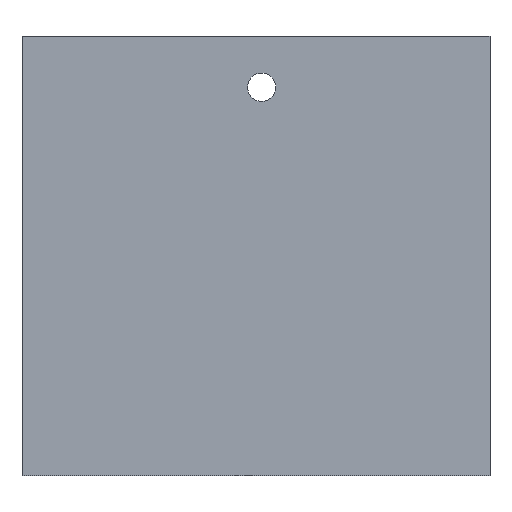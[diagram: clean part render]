
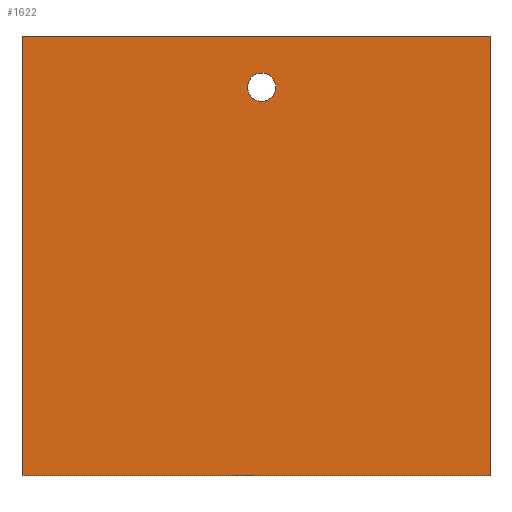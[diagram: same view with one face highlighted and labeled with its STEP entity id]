
A CAD part, front view. The second image highlights one B-rep face of the part: STEP entity #1622.
In plain terms, the highlighted planar face has unit normal (0, -1, 0).
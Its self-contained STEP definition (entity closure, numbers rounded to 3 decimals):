
#127 = EDGE_LOOP ( 'NONE', ( #4442, #3827, #1923, #5891 ) ) ;
#211 = AXIS2_PLACEMENT_3D ( 'NONE', #1301, #2276, #2305 ) ;
#393 = CARTESIAN_POINT ( 'NONE',  ( -21.06, -0.805, -20.723 ) ) ;
#535 = EDGE_CURVE ( 'NONE', #5163, #4024, #3013, .T. ) ;
#548 = ORIENTED_EDGE ( 'NONE', *, *, #1002, .F. ) ;
#805 = CARTESIAN_POINT ( 'NONE',  ( -21.06, -0.805, -20.723 ) ) ;
#861 = CARTESIAN_POINT ( 'NONE',  ( 0.91, -0.805, 14.897 ) ) ;
#895 = VECTOR ( 'NONE', #3209, 1000. ) ;
#1002 = EDGE_CURVE ( 'NONE', #3495, #2917, #2652, .T. ) ;
#1154 = DIRECTION ( 'NONE',  ( 0., 0., 1. ) ) ;
#1301 = CARTESIAN_POINT ( 'NONE',  ( 0.91, -0.805, 14.897 ) ) ;
#1352 = DIRECTION ( 'NONE',  ( 1., 0., 0. ) ) ;
#1371 = PLANE ( 'NONE',  #2461 ) ;
#1440 = LINE ( 'NONE', #2301, #4784 ) ;
#1575 = EDGE_CURVE ( 'NONE', #2917, #3495, #4014, .T. ) ;
#1622 = ADVANCED_FACE ( 'NONE', ( #3717, #5909 ), #1371, .F. ) ;
#1712 = VERTEX_POINT ( 'NONE', #5197 ) ;
#1744 = CARTESIAN_POINT ( 'NONE',  ( 0.39, -0.805, -0.573 ) ) ;
#1923 = ORIENTED_EDGE ( 'NONE', *, *, #535, .F. ) ;
#2216 = VERTEX_POINT ( 'NONE', #5027 ) ;
#2276 = DIRECTION ( 'NONE',  ( 0., -1., 0. ) ) ;
#2292 = LINE ( 'NONE', #393, #895 ) ;
#2301 = CARTESIAN_POINT ( 'NONE',  ( 21.84, -0.805, -20.723 ) ) ;
#2305 = DIRECTION ( 'NONE',  ( 0., 0., 1. ) ) ;
#2461 = AXIS2_PLACEMENT_3D ( 'NONE', #1744, #5446, #4112 ) ;
#2652 = CIRCLE ( 'NONE', #211, 1.3 ) ;
#2867 = EDGE_LOOP ( 'NONE', ( #548, #4333 ) ) ;
#2917 = VERTEX_POINT ( 'NONE', #4804 ) ;
#3013 = LINE ( 'NONE', #5715, #4082 ) ;
#3209 = DIRECTION ( 'NONE',  ( -1., 0., 0. ) ) ;
#3216 = CARTESIAN_POINT ( 'NONE',  ( -21.06, -0.805, 19.577 ) ) ;
#3432 = EDGE_CURVE ( 'NONE', #2216, #1712, #1440, .T. ) ;
#3469 = EDGE_CURVE ( 'NONE', #4024, #2216, #5489, .T. ) ;
#3495 = VERTEX_POINT ( 'NONE', #3669 ) ;
#3535 = AXIS2_PLACEMENT_3D ( 'NONE', #861, #4057, #4632 ) ;
#3669 = CARTESIAN_POINT ( 'NONE',  ( 0.91, -0.805, 16.197 ) ) ;
#3717 = FACE_BOUND ( 'NONE', #2867, .T. ) ;
#3827 = ORIENTED_EDGE ( 'NONE', *, *, #3469, .F. ) ;
#3895 = EDGE_CURVE ( 'NONE', #1712, #5163, #2292, .T. ) ;
#4014 = CIRCLE ( 'NONE', #3535, 1.3 ) ;
#4024 = VERTEX_POINT ( 'NONE', #4435 ) ;
#4057 = DIRECTION ( 'NONE',  ( 0., -1., 0. ) ) ;
#4082 = VECTOR ( 'NONE', #1154, 1000. ) ;
#4112 = DIRECTION ( 'NONE',  ( 0., 0., 1. ) ) ;
#4333 = ORIENTED_EDGE ( 'NONE', *, *, #1575, .F. ) ;
#4435 = CARTESIAN_POINT ( 'NONE',  ( -21.06, -0.805, 19.577 ) ) ;
#4442 = ORIENTED_EDGE ( 'NONE', *, *, #3432, .F. ) ;
#4632 = DIRECTION ( 'NONE',  ( 0., 0., 1. ) ) ;
#4641 = DIRECTION ( 'NONE',  ( 0., 0., -1. ) ) ;
#4784 = VECTOR ( 'NONE', #4641, 1000. ) ;
#4804 = CARTESIAN_POINT ( 'NONE',  ( 0.91, -0.805, 13.597 ) ) ;
#5027 = CARTESIAN_POINT ( 'NONE',  ( 21.84, -0.805, 19.577 ) ) ;
#5084 = VECTOR ( 'NONE', #1352, 1000. ) ;
#5163 = VERTEX_POINT ( 'NONE', #805 ) ;
#5197 = CARTESIAN_POINT ( 'NONE',  ( 21.84, -0.805, -20.723 ) ) ;
#5446 = DIRECTION ( 'NONE',  ( 0., 1., 0. ) ) ;
#5489 = LINE ( 'NONE', #3216, #5084 ) ;
#5715 = CARTESIAN_POINT ( 'NONE',  ( -21.06, -0.805, -20.723 ) ) ;
#5891 = ORIENTED_EDGE ( 'NONE', *, *, #3895, .F. ) ;
#5909 = FACE_OUTER_BOUND ( 'NONE', #127, .T. ) ;
